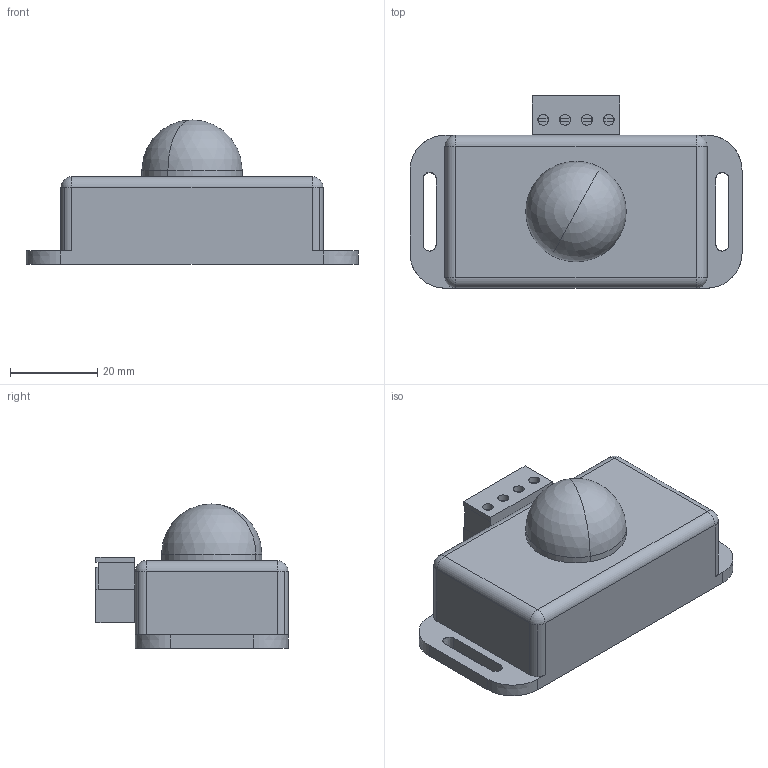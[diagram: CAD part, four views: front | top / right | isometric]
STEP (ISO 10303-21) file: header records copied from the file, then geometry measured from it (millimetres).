
FILE_DESCRIPTION(('CATIA V5 STEP Exchange','CAx-IF Rec.Pracs.--- Model Styling and Organization---1.4--- 2014-01-23'),'2;1');
FILE_NAME ('119439-1_0_2537720000_2537720000.stp','2021-11-08T15:59:35+00:00',('none'),('Weidmueller'),'CATIA Version 5-6 Release 2016 SP3 HF44','CATIA V5 STEP AP214','none');
FILE_SCHEMA(('AUTOMOTIVE_DESIGN { 1 0 10303 214 1 1 1 1 }'));
Length unit declared in the file: millimetre
Products named in the file (1): 2537720000
Bounding box: 76 x 44 x 33 mm (x, y, z)
Volume: 49179.2 mm3; surface area: 11620.9 mm2
Topology: 3 solids, 3 shells, 177 faces, 438 edges, 277 vertices
Faces by surface type: plane 141, cylinder 22, extrusion 8, sphere 6
Entity records: 4876 total; most frequent: CARTESIAN_POINT 1102, ORIENTED_EDGE 864, DIRECTION 567, EDGE_CURVE 432, VECTOR 295, LINE 287, VERTEX_POINT 277, EDGE_LOOP 197
